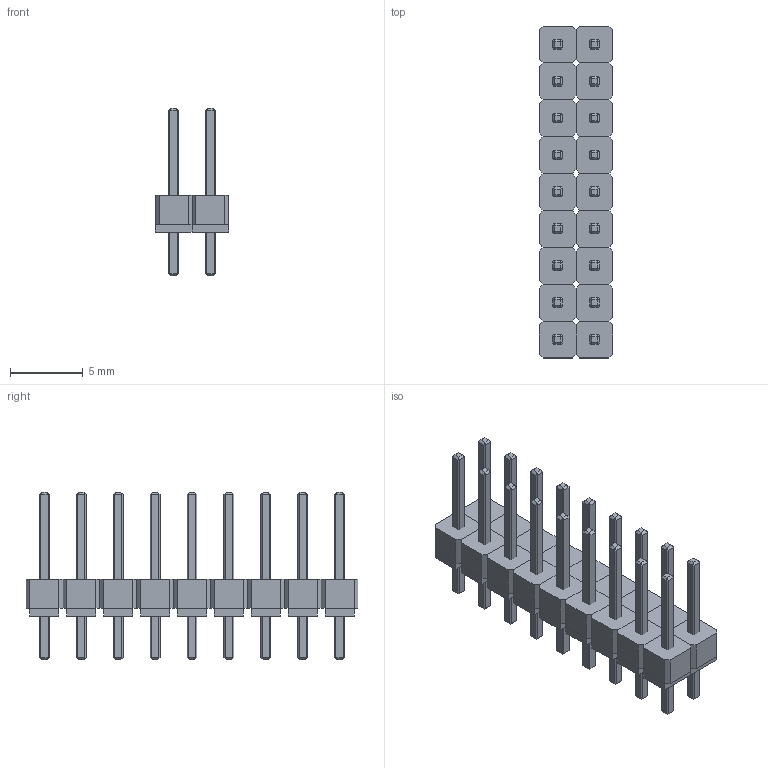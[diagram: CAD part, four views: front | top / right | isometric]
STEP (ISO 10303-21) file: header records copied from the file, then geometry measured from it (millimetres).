
FILE_DESCRIPTION(('FreeCAD Model'),'2;1');
FILE_NAME( 'THT-2.54-MS-2x09.step', '2021-08-24T00:27:14',('Author'),(''), 'Open CASCADE STEP processor 7.3','FreeCAD','Unknown');
FILE_SCHEMA(('AUTOMOTIVE_DESIGN { 1 0 10303 214 1 1 1 1 }'));
Length unit declared in the file: millimetre
Products named in the file (1): header
Bounding box: 5.08 x 22.86 x 11.54 mm (x, y, z)
Volume: 368.3 mm3; surface area: 1187.1 mm2
Topology: 36 solids, 36 shells, 756 faces, 1620 edges, 936 vertices
Faces by surface type: plane 756
Entity records: 45703 total; most frequent: CARTESIAN_POINT 6553, DIRECTION 6374, LINE 4860, VECTOR 4860, ORIENTED_EDGE 3240, PCURVE 3240, DEFINITIONAL_REPRESENTATION 3240, EDGE_CURVE 1620
